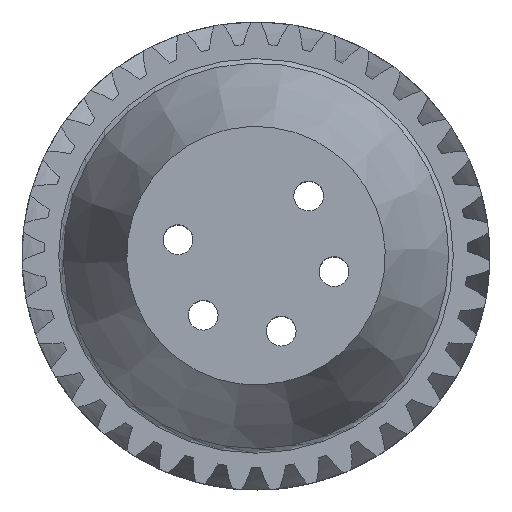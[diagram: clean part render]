
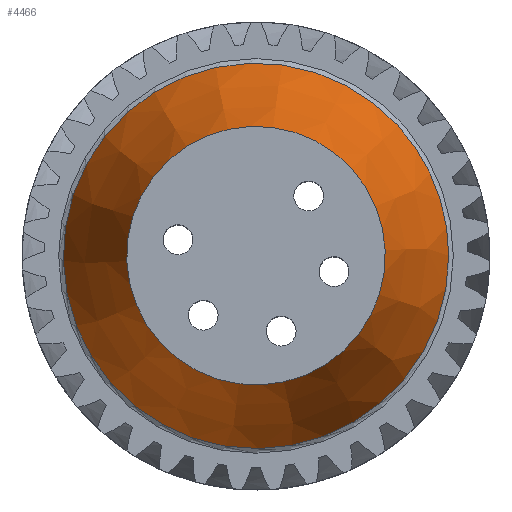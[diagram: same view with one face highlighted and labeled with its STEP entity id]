
A CAD part, top view. The second image highlights one B-rep face of the part: STEP entity #4466.
In plain terms, the highlighted conical face has half-angle 22.109 degrees and reference radius 19.5 mm.
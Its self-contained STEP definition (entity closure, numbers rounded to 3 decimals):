
#912=CONICAL_SURFACE('',#4789,19.5,0.386);
#930=LINE('',#5265,#937);
#937=VECTOR('',#4964,19.5);
#992=FACE_OUTER_BOUND('',#1283,.T.);
#1283=EDGE_LOOP('',(#2945,#2946,#2947,#2948,#2949));
#1582=CIRCLE('',#4785,19.373);
#1583=CIRCLE('',#4786,19.373);
#1586=CIRCLE('',#4790,13.);
#1679=VERTEX_POINT('',#5255);
#1680=VERTEX_POINT('',#5256);
#1682=VERTEX_POINT('',#5263);
#2167=EDGE_CURVE('',#1679,#1680,#1582,.T.);
#2168=EDGE_CURVE('',#1680,#1679,#1583,.T.);
#2171=EDGE_CURVE('',#1682,#1682,#1586,.T.);
#2172=EDGE_CURVE('',#1682,#1680,#930,.T.);
#2945=ORIENTED_EDGE('',*,*,#2171,.T.);
#2946=ORIENTED_EDGE('',*,*,#2172,.T.);
#2947=ORIENTED_EDGE('',*,*,#2167,.F.);
#2948=ORIENTED_EDGE('',*,*,#2168,.F.);
#2949=ORIENTED_EDGE('',*,*,#2172,.F.);
#4466=ADVANCED_FACE('',(#992),#912,.T.);
#4785=AXIS2_PLACEMENT_3D('',#5257,#4952,#4953);
#4786=AXIS2_PLACEMENT_3D('',#5258,#4954,#4955);
#4789=AXIS2_PLACEMENT_3D('',#5262,#4960,#4961);
#4790=AXIS2_PLACEMENT_3D('',#5264,#4962,#4963);
#4952=DIRECTION('center_axis',(0.,0.,-1.));
#4953=DIRECTION('ref_axis',(0.738,0.675,0.));
#4954=DIRECTION('center_axis',(0.,0.,-1.));
#4955=DIRECTION('ref_axis',(0.738,0.675,0.));
#4960=DIRECTION('center_axis',(0.,0.,-1.));
#4961=DIRECTION('ref_axis',(-0.738,-0.675,0.));
#4962=DIRECTION('center_axis',(0.,0.,-1.));
#4963=DIRECTION('ref_axis',(-0.738,-0.675,0.));
#4964=DIRECTION('',(0.278,0.254,-0.926));
#5255=CARTESIAN_POINT('',(19.373,0.,20.312));
#5256=CARTESIAN_POINT('',(14.297,13.074,20.312));
#5257=CARTESIAN_POINT('Origin',(0.,0.,20.312));
#5258=CARTESIAN_POINT('Origin',(0.,0.,20.312));
#5262=CARTESIAN_POINT('Origin',(0.,0.,20.));
#5263=CARTESIAN_POINT('',(9.593,8.773,36.));
#5264=CARTESIAN_POINT('Origin',(0.,0.,36.));
#5265=CARTESIAN_POINT('',(14.39,13.159,20.));
